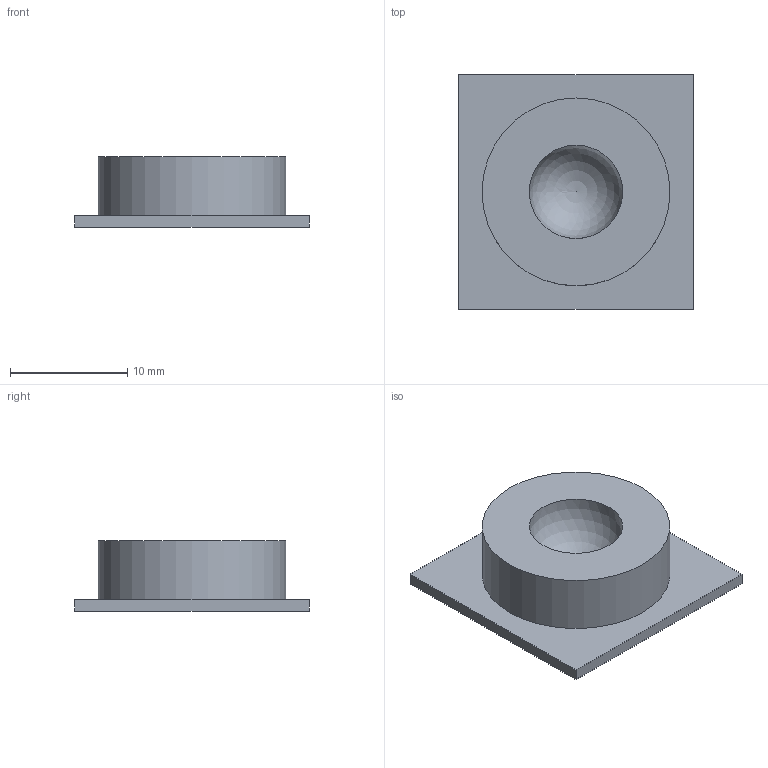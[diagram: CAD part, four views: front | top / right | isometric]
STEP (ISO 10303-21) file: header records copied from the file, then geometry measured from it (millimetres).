
FILE_DESCRIPTION(/* description */ (''),/* implementation_level */ '2;1');
FILE_NAME(/* name */ 'support_rotules_ipt_1ea8b627.STEP',/* time_stamp */ '2023-05-16T05:45:07+02:00',/* author */ ('jgarn'),/* organization */ (''),/* preprocessor_version */ 'ST-DEVELOPER v18.1',/* originating_system */ 'Autodesk Inventor 2021',/* authorisation */ '');
FILE_SCHEMA (('AUTOMOTIVE_DESIGN { 1 0 10303 214 3 1 1 }'));
Length unit declared in the file: millimetre
Products named in the file (1): support_rotules
Bounding box: 20 x 20 x 6 mm (x, y, z)
Volume: 1249.4 mm3; surface area: 1454.4 mm2
Topology: 1 solids, 2 shells, 31 faces, 81 edges, 55 vertices
Faces by surface type: plane 29, sphere 1, cylinder 1
Full cylindrical faces by diameter (mm): 16 x1
Entity records: 989 total; most frequent: CARTESIAN_POINT 167, ORIENTED_EDGE 160, DIRECTION 151, EDGE_CURVE 80, LINE 73, VECTOR 73, VERTEX_POINT 55, AXIS2_PLACEMENT_3D 39
